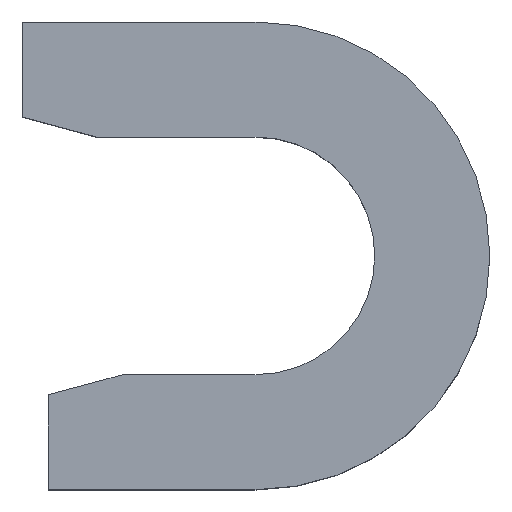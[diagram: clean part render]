
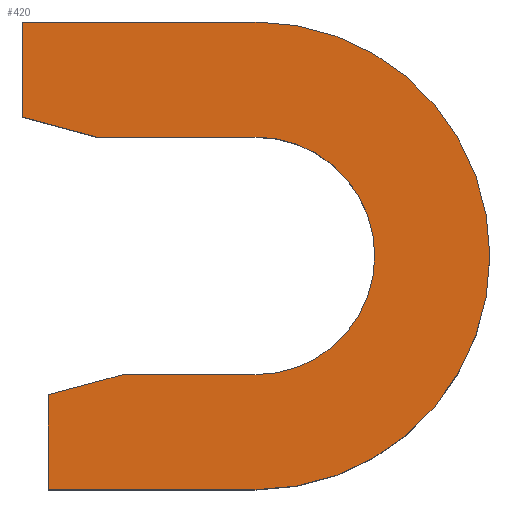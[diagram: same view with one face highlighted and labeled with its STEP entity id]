
A CAD part, top view. The second image highlights one B-rep face of the part: STEP entity #420.
In plain terms, the highlighted planar face has unit normal (0, 0, 1).
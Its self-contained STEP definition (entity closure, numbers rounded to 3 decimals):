
#3 = CARTESIAN_POINT ( 'NONE',  ( 0., -12.5, 10. ) ) ;
#6 = DIRECTION ( 'NONE',  ( 1., 0., 0. ) ) ;
#15 = ORIENTED_EDGE ( 'NONE', *, *, #509, .T. ) ;
#31 = VERTEX_POINT ( 'NONE', #417 ) ;
#40 = CARTESIAN_POINT ( 'NONE',  ( 0., 0., 10. ) ) ;
#41 = DIRECTION ( 'NONE',  ( 0., -1., 0. ) ) ;
#42 = VECTOR ( 'NONE', #99, 1000. ) ;
#43 = LINE ( 'NONE', #3, #256 ) ;
#46 = VERTEX_POINT ( 'NONE', #245 ) ;
#47 = PLANE ( 'NONE',  #407 ) ;
#51 = CIRCLE ( 'NONE', #365, 6.35 ) ;
#54 = ORIENTED_EDGE ( 'NONE', *, *, #250, .T. ) ;
#59 = DIRECTION ( 'NONE',  ( -1., 0., 0. ) ) ;
#83 = VERTEX_POINT ( 'NONE', #384 ) ;
#84 = CARTESIAN_POINT ( 'NONE',  ( -12.5, 12.5, 10. ) ) ;
#89 = CARTESIAN_POINT ( 'NONE',  ( 0., 6.35, 10. ) ) ;
#95 = VECTOR ( 'NONE', #347, 1000. ) ;
#98 = ORIENTED_EDGE ( 'NONE', *, *, #394, .T. ) ;
#99 = DIRECTION ( 'NONE',  ( 1., 0., 0. ) ) ;
#102 = CARTESIAN_POINT ( 'NONE',  ( -11.102, -6.35, 10. ) ) ;
#110 = DIRECTION ( 'NONE',  ( 1., 0., 0. ) ) ;
#112 = ORIENTED_EDGE ( 'NONE', *, *, #412, .T. ) ;
#118 = CARTESIAN_POINT ( 'NONE',  ( -11.102, -12.5, 10. ) ) ;
#119 = CIRCLE ( 'NONE', #399, 12.5 ) ;
#121 = LINE ( 'NONE', #414, #486 ) ;
#128 = CARTESIAN_POINT ( 'NONE',  ( 1.018, 3.8, 10. ) ) ;
#131 = LINE ( 'NONE', #128, #281 ) ;
#142 = LINE ( 'NONE', #102, #532 ) ;
#148 = LINE ( 'NONE', #408, #42 ) ;
#152 = VERTEX_POINT ( 'NONE', #89 ) ;
#168 = LINE ( 'NONE', #171, #95 ) ;
#171 = CARTESIAN_POINT ( 'NONE',  ( 1.112, -4.149, 10. ) ) ;
#179 = CARTESIAN_POINT ( 'NONE',  ( -8.5, 6.35, 10. ) ) ;
#180 = VERTEX_POINT ( 'NONE', #179 ) ;
#189 = CARTESIAN_POINT ( 'NONE',  ( 0., 0., 10. ) ) ;
#204 = CARTESIAN_POINT ( 'NONE',  ( -11.102, -7.422, 10. ) ) ;
#210 = DIRECTION ( 'NONE',  ( 1., 0., 0. ) ) ;
#222 = VERTEX_POINT ( 'NONE', #468 ) ;
#224 = ORIENTED_EDGE ( 'NONE', *, *, #473, .T. ) ;
#231 = ORIENTED_EDGE ( 'NONE', *, *, #402, .T. ) ;
#240 = ORIENTED_EDGE ( 'NONE', *, *, #244, .T. ) ;
#244 = EDGE_CURVE ( 'NONE', #83, #388, #119, .T. ) ;
#245 = CARTESIAN_POINT ( 'NONE',  ( 0., -6.35, 10. ) ) ;
#246 = DIRECTION ( 'NONE',  ( -1., 0., 0. ) ) ;
#249 = DIRECTION ( 'NONE',  ( 0.966, -0.259, 0. ) ) ;
#250 = EDGE_CURVE ( 'NONE', #46, #329, #142, .T. ) ;
#252 = DIRECTION ( 'NONE',  ( 0., 0., -1. ) ) ;
#255 = DIRECTION ( 'NONE',  ( 0., -1., 0. ) ) ;
#256 = VECTOR ( 'NONE', #462, 1000. ) ;
#281 = VECTOR ( 'NONE', #249, 1000. ) ;
#294 = LINE ( 'NONE', #118, #431 ) ;
#302 = EDGE_CURVE ( 'NONE', #180, #152, #148, .T. ) ;
#303 = VERTEX_POINT ( 'NONE', #478 ) ;
#319 = ORIENTED_EDGE ( 'NONE', *, *, #302, .T. ) ;
#325 = CARTESIAN_POINT ( 'NONE',  ( -7.102, -6.35, 10. ) ) ;
#329 = VERTEX_POINT ( 'NONE', #325 ) ;
#331 = VECTOR ( 'NONE', #246, 1000. ) ;
#341 = CARTESIAN_POINT ( 'NONE',  ( 0., 0., 10. ) ) ;
#343 = CARTESIAN_POINT ( 'NONE',  ( 0., 12.5, 10. ) ) ;
#347 = DIRECTION ( 'NONE',  ( -0.966, -0.259, 0. ) ) ;
#349 = ORIENTED_EDGE ( 'NONE', *, *, #518, .T. ) ;
#365 = AXIS2_PLACEMENT_3D ( 'NONE', #40, #252, #210 ) ;
#376 = LINE ( 'NONE', #84, #331 ) ;
#384 = CARTESIAN_POINT ( 'NONE',  ( 0., -12.5, 10. ) ) ;
#388 = VERTEX_POINT ( 'NONE', #343 ) ;
#394 = EDGE_CURVE ( 'NONE', #152, #46, #51, .T. ) ;
#399 = AXIS2_PLACEMENT_3D ( 'NONE', #189, #489, #110 ) ;
#402 = EDGE_CURVE ( 'NONE', #329, #409, #168, .T. ) ;
#407 = AXIS2_PLACEMENT_3D ( 'NONE', #341, #461, #6 ) ;
#408 = CARTESIAN_POINT ( 'NONE',  ( 0., 6.35, 10. ) ) ;
#409 = VERTEX_POINT ( 'NONE', #204 ) ;
#412 = EDGE_CURVE ( 'NONE', #409, #222, #294, .T. ) ;
#414 = CARTESIAN_POINT ( 'NONE',  ( -12.5, 6.35, 10. ) ) ;
#417 = CARTESIAN_POINT ( 'NONE',  ( -12.5, 12.5, 10. ) ) ;
#420 = ADVANCED_FACE ( 'NONE', ( #422 ), #47, .T. ) ;
#422 = FACE_OUTER_BOUND ( 'NONE', #445, .T. ) ;
#428 = ORIENTED_EDGE ( 'NONE', *, *, #513, .T. ) ;
#431 = VECTOR ( 'NONE', #41, 1000. ) ;
#445 = EDGE_LOOP ( 'NONE', ( #428, #224, #319, #98, #54, #231, #112, #349, #240, #15 ) ) ;
#461 = DIRECTION ( 'NONE',  ( 0., 0., 1. ) ) ;
#462 = DIRECTION ( 'NONE',  ( 1., 0., 0. ) ) ;
#468 = CARTESIAN_POINT ( 'NONE',  ( -11.102, -12.5, 10. ) ) ;
#473 = EDGE_CURVE ( 'NONE', #303, #180, #131, .T. ) ;
#478 = CARTESIAN_POINT ( 'NONE',  ( -12.5, 7.422, 10. ) ) ;
#486 = VECTOR ( 'NONE', #255, 1000. ) ;
#489 = DIRECTION ( 'NONE',  ( 0., 0., 1. ) ) ;
#509 = EDGE_CURVE ( 'NONE', #388, #31, #376, .T. ) ;
#513 = EDGE_CURVE ( 'NONE', #31, #303, #121, .T. ) ;
#518 = EDGE_CURVE ( 'NONE', #222, #83, #43, .T. ) ;
#532 = VECTOR ( 'NONE', #59, 1000. ) ;
